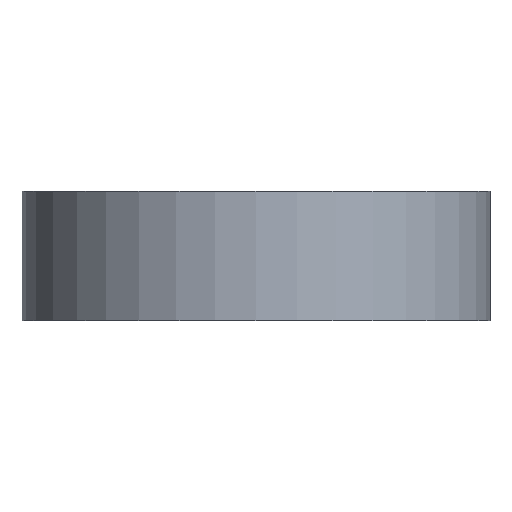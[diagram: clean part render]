
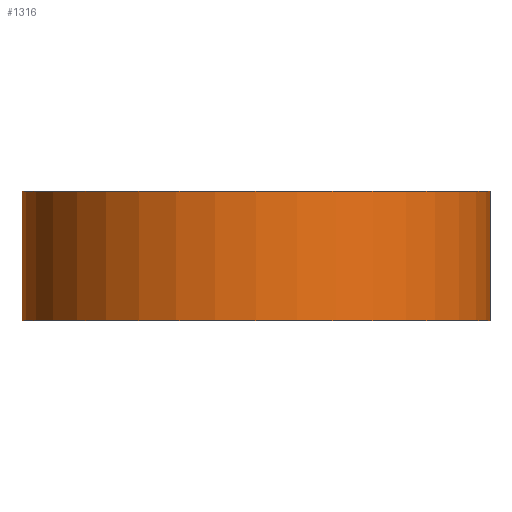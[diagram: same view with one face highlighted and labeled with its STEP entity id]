
A CAD part, front view. The second image highlights one B-rep face of the part: STEP entity #1316.
In plain terms, the highlighted cylindrical face has radius 28.75 mm (diameter 57.5 mm), a full revolution.
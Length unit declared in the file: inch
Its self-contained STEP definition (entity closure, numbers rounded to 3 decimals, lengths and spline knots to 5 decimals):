
#116=FACE_OUTER_BOUND('',#200,.T.);
#200=EDGE_LOOP('',(#1149,#1150,#1151,#1152));
#291=LINE('',#2337,#380);
#380=VECTOR('',#1937,1.13189);
#393=CIRCLE('',#1349,1.13189);
#490=CIRCLE('',#1505,1.13189);
#501=VERTEX_POINT('',#1981);
#620=VERTEX_POINT('',#2335);
#634=EDGE_CURVE('',#501,#501,#393,.T.);
#810=EDGE_CURVE('',#620,#620,#490,.T.);
#811=EDGE_CURVE('',#620,#501,#291,.T.);
#1149=ORIENTED_EDGE('',*,*,#810,.T.);
#1150=ORIENTED_EDGE('',*,*,#811,.T.);
#1151=ORIENTED_EDGE('',*,*,#634,.F.);
#1152=ORIENTED_EDGE('',*,*,#811,.F.);
#1248=CYLINDRICAL_SURFACE('',#1504,1.13189);
#1316=ADVANCED_FACE('',(#116),#1248,.T.);
#1349=AXIS2_PLACEMENT_3D('',#1982,#1544,#1545);
#1504=AXIS2_PLACEMENT_3D('',#2334,#1933,#1934);
#1505=AXIS2_PLACEMENT_3D('',#2336,#1935,#1936);
#1544=DIRECTION('center_axis',(0.,0.,-1.));
#1545=DIRECTION('ref_axis',(-1.,0.,0.));
#1933=DIRECTION('center_axis',(0.,0.,1.));
#1934=DIRECTION('ref_axis',(-1.,0.,0.));
#1935=DIRECTION('center_axis',(0.,0.,-1.));
#1936=DIRECTION('ref_axis',(-1.,0.,0.));
#1937=DIRECTION('',(0.,0.,-1.));
#1981=CARTESIAN_POINT('',(1.13189,0.,0.375));
#1982=CARTESIAN_POINT('Origin',(0.,0.,0.375));
#2334=CARTESIAN_POINT('Origin',(0.,0.,0.375));
#2335=CARTESIAN_POINT('',(1.13189,0.,1.));
#2336=CARTESIAN_POINT('Origin',(0.,0.,1.));
#2337=CARTESIAN_POINT('',(1.13189,0.,0.375));
